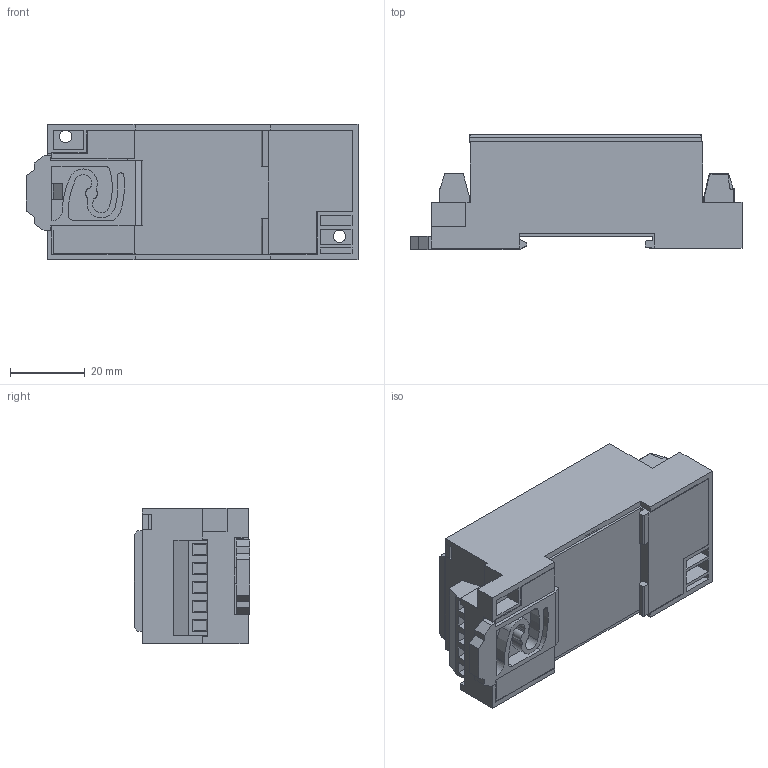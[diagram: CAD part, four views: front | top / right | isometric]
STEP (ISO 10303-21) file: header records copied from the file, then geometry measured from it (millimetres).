
FILE_DESCRIPTION (( 'STEP AP203' ), '1' );
FILE_NAME ('Transducer Voltage Low Case-2018.STEP', '2018-01-03T19:49:22', ( '' ), ( '' ), 'SwSTEP 2.0', 'SolidWorks 2018', '' );
FILE_SCHEMA (( 'CONFIG_CONTROL_DESIGN' ));
Length unit declared in the file: inch
Products named in the file (9): M001551 RevB - Clip, Trans Mounting - Din Rail_Reinforced; M001552 - Base, Trans Lower - Universal; M000713-Term-Block-PCB-5-4-3-Space; M000713-Term-Block-PCB-5-4-3-Space_4-space; M002102 RevA - Terminal Block, 4-Position Plug; M001553-Cover, Trans Lowr Base Trimpot; M001554 RevB - Cover, Trans Lower Base - Top; Transducer Voltage Low Case-2018; M001550-Cover, Trans Low Base - Bottom
Assembly tree (8 placements, depth 2):
  Transducer Voltage Low Case-2018
    M001550-Cover, Trans Low Base - Bottom
    M001551 RevB - Clip, Trans Mounting - Din Rail_Reinforced
    M001552 - Base, Trans Lower - Universal
    M000713-Term-Block-PCB-5-4-3-Space
    M000713-Term-Block-PCB-5-4-3-Space_4-space
    M002102 RevA - Terminal Block, 4-Position Plug
    M001553-Cover, Trans Lowr Base Trimpot
    M001554 RevB - Cover, Trans Lower Base - Top
Bounding box: 88.59 x 30.73 x 36.09 mm (x, y, z)
Volume: 24909.7 mm3; surface area: 31849.4 mm2
Topology: 9 solids, 9 shells, 644 faces, 1611 edges, 1017 vertices
Faces by surface type: plane 420, cylinder 169, sphere 28, bspline 11, cone 10, torus 6
Entity records: 19928 total; most frequent: CARTESIAN_POINT 3650, ORIENTED_EDGE 3178, DIRECTION 3130, EDGE_CURVE 1589, LINE 1196, VECTOR 1196, VERTEX_POINT 1017, AXIS2_PLACEMENT_3D 967
